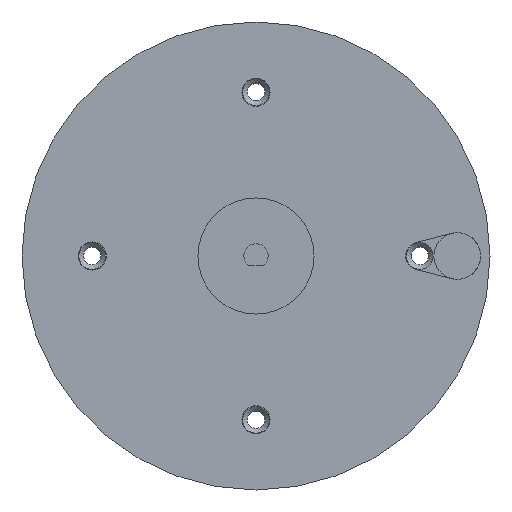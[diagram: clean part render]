
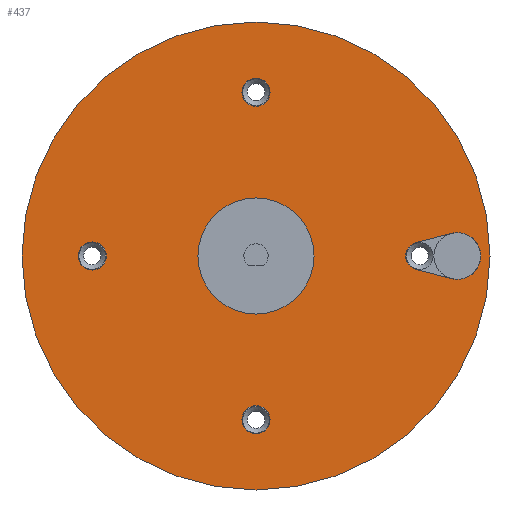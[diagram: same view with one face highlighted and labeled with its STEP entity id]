
A CAD part, front view. The second image highlights one B-rep face of the part: STEP entity #437.
In plain terms, the highlighted planar face has unit normal (0, -1, 0).
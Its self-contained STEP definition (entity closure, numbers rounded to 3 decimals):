
#35=FACE_BOUND('',#110,.T.);
#36=FACE_BOUND('',#111,.T.);
#37=FACE_BOUND('',#112,.T.);
#38=FACE_BOUND('',#113,.T.);
#39=FACE_BOUND('',#114,.T.);
#52=PLANE('',#504);
#77=FACE_OUTER_BOUND('',#109,.T.);
#109=EDGE_LOOP('',(#377));
#110=EDGE_LOOP('',(#378));
#111=EDGE_LOOP('',(#379));
#112=EDGE_LOOP('',(#380,#381,#382,#383,#384));
#113=EDGE_LOOP('',(#385));
#114=EDGE_LOOP('',(#386));
#139=LINE('',#741,#165);
#144=LINE('',#753,#170);
#165=VECTOR('',#607,10.);
#170=VECTOR('',#620,10.);
#197=CIRCLE('',#492,3.);
#198=CIRCLE('',#494,3.);
#199=CIRCLE('',#497,5.);
#200=CIRCLE('',#498,5.);
#201=CIRCLE('',#501,3.);
#202=CIRCLE('',#503,3.);
#203=CIRCLE('',#505,50.);
#204=CIRCLE('',#506,12.4);
#229=VERTEX_POINT('',#731);
#230=VERTEX_POINT('',#735);
#231=VERTEX_POINT('',#739);
#232=VERTEX_POINT('',#740);
#233=VERTEX_POINT('',#745);
#234=VERTEX_POINT('',#746);
#235=VERTEX_POINT('',#752);
#236=VERTEX_POINT('',#758);
#237=VERTEX_POINT('',#762);
#238=VERTEX_POINT('',#764);
#273=EDGE_CURVE('',#229,#229,#197,.T.);
#275=EDGE_CURVE('',#230,#230,#198,.T.);
#277=EDGE_CURVE('',#231,#232,#139,.T.);
#280=EDGE_CURVE('',#233,#234,#199,.T.);
#282=EDGE_CURVE('',#234,#231,#200,.T.);
#284=EDGE_CURVE('',#235,#233,#144,.T.);
#286=EDGE_CURVE('',#232,#235,#201,.T.);
#287=EDGE_CURVE('',#236,#236,#202,.T.);
#289=EDGE_CURVE('',#237,#237,#203,.T.);
#290=EDGE_CURVE('',#238,#238,#204,.T.);
#377=ORIENTED_EDGE('',*,*,#289,.F.);
#378=ORIENTED_EDGE('',*,*,#273,.T.);
#379=ORIENTED_EDGE('',*,*,#275,.T.);
#380=ORIENTED_EDGE('',*,*,#277,.T.);
#381=ORIENTED_EDGE('',*,*,#286,.T.);
#382=ORIENTED_EDGE('',*,*,#284,.T.);
#383=ORIENTED_EDGE('',*,*,#280,.T.);
#384=ORIENTED_EDGE('',*,*,#282,.T.);
#385=ORIENTED_EDGE('',*,*,#287,.T.);
#386=ORIENTED_EDGE('',*,*,#290,.T.);
#437=ADVANCED_FACE('',(#77,#35,#36,#37,#38,#39),#52,.F.);
#492=AXIS2_PLACEMENT_3D('',#732,#597,#598);
#494=AXIS2_PLACEMENT_3D('',#736,#602,#603);
#497=AXIS2_PLACEMENT_3D('',#747,#612,#613);
#498=AXIS2_PLACEMENT_3D('',#749,#615,#616);
#501=AXIS2_PLACEMENT_3D('',#756,#624,#625);
#503=AXIS2_PLACEMENT_3D('',#759,#628,#629);
#504=AXIS2_PLACEMENT_3D('',#761,#631,#632);
#505=AXIS2_PLACEMENT_3D('',#763,#633,#634);
#506=AXIS2_PLACEMENT_3D('',#765,#635,#636);
#597=DIRECTION('center_axis',(0.,1.,0.));
#598=DIRECTION('ref_axis',(-1.,0.,0.));
#602=DIRECTION('center_axis',(0.,1.,0.));
#603=DIRECTION('ref_axis',(-1.,0.,0.));
#607=DIRECTION('',(-0.968,0.,0.25));
#612=DIRECTION('center_axis',(0.,1.,0.));
#613=DIRECTION('ref_axis',(-1.,0.,0.));
#615=DIRECTION('center_axis',(0.,1.,0.));
#616=DIRECTION('ref_axis',(-1.,0.,0.));
#620=DIRECTION('',(0.968,0.,0.25));
#624=DIRECTION('center_axis',(0.,1.,0.));
#625=DIRECTION('ref_axis',(-1.,0.,0.));
#628=DIRECTION('center_axis',(0.,1.,0.));
#629=DIRECTION('ref_axis',(-1.,0.,0.));
#631=DIRECTION('center_axis',(0.,1.,0.));
#632=DIRECTION('ref_axis',(-1.,0.,0.));
#633=DIRECTION('center_axis',(0.,1.,0.));
#634=DIRECTION('ref_axis',(-1.,0.,0.));
#635=DIRECTION('center_axis',(0.,1.,0.));
#636=DIRECTION('ref_axis',(-1.,0.,0.));
#731=CARTESIAN_POINT('',(3.,71.478,-35.));
#732=CARTESIAN_POINT('Origin',(0.,71.478,-35.));
#735=CARTESIAN_POINT('',(3.,71.478,35.));
#736=CARTESIAN_POINT('Origin',(0.,71.478,35.));
#739=CARTESIAN_POINT('',(41.75,71.478,-4.841));
#740=CARTESIAN_POINT('',(34.25,71.478,-2.905));
#741=CARTESIAN_POINT('',(21.594,71.478,0.363));
#745=CARTESIAN_POINT('',(41.75,71.478,4.841));
#746=CARTESIAN_POINT('',(48.,71.478,0.));
#747=CARTESIAN_POINT('Origin',(43.,71.478,0.));
#749=CARTESIAN_POINT('Origin',(43.,71.478,0.));
#752=CARTESIAN_POINT('',(34.25,71.478,2.905));
#753=CARTESIAN_POINT('',(17.844,71.478,-1.331));
#756=CARTESIAN_POINT('Origin',(35.,71.478,0.));
#758=CARTESIAN_POINT('',(-32.,71.478,0.));
#759=CARTESIAN_POINT('Origin',(-35.,71.478,0.));
#761=CARTESIAN_POINT('Origin',(0.,71.478,0.));
#762=CARTESIAN_POINT('',(50.,71.478,0.));
#763=CARTESIAN_POINT('Origin',(0.,71.478,0.));
#764=CARTESIAN_POINT('',(12.4,71.478,0.));
#765=CARTESIAN_POINT('Origin',(0.,71.478,0.));
